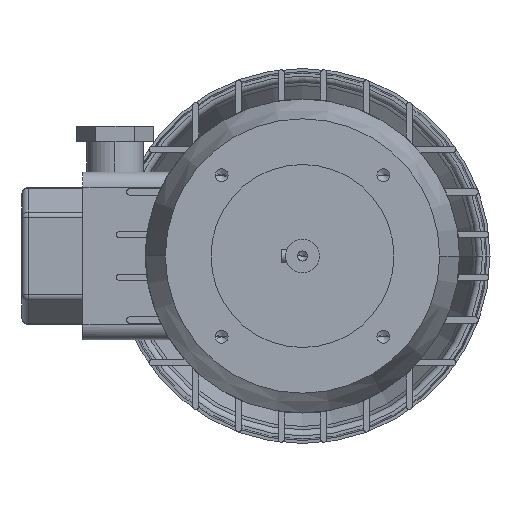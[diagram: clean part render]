
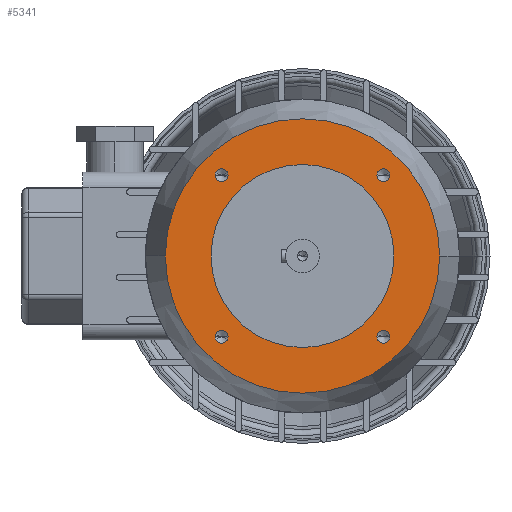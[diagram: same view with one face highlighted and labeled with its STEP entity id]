
A CAD part, left-side view. The second image highlights one B-rep face of the part: STEP entity #5341.
In plain terms, the highlighted face is planar.
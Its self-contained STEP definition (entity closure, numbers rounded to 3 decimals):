
#5149 = EDGE_CURVE ( 'NONE', #5229, #5150, #12478, .T. ) ;
#5150 = VERTEX_POINT ( 'NONE', #12474 ) ;
#5184 = VERTEX_POINT ( 'NONE', #12567 ) ;
#5186 = EDGE_CURVE ( 'NONE', #5184, #5187, #12566, .T. ) ;
#5187 = VERTEX_POINT ( 'NONE', #12561 ) ;
#5188 = VERTEX_POINT ( 'NONE', #12560 ) ;
#5190 = EDGE_CURVE ( 'NONE', #5188, #5191, #12559, .T. ) ;
#5191 = VERTEX_POINT ( 'NONE', #12554 ) ;
#5197 = EDGE_CURVE ( 'NONE', #5198, #5253, #12605, .T. ) ;
#5198 = VERTEX_POINT ( 'NONE', #12595 ) ;
#5199 = EDGE_CURVE ( 'NONE', #5223, #5225, #12594, .T. ) ;
#5223 = VERTEX_POINT ( 'NONE', #12656 ) ;
#5225 = VERTEX_POINT ( 'NONE', #12655 ) ;
#5229 = VERTEX_POINT ( 'NONE', #12650 ) ;
#5238 = VERTEX_POINT ( 'NONE', #12675 ) ;
#5253 = VERTEX_POINT ( 'NONE', #12710 ) ;
#5265 = EDGE_CURVE ( 'NONE', #5266, #5238, #12759, .T. ) ;
#5266 = VERTEX_POINT ( 'NONE', #12748 ) ;
#5313 = ORIENTED_EDGE ( 'NONE', *, *, #5197, .T. ) ;
#5321 = ORIENTED_EDGE ( 'NONE', *, *, #5322, .F. ) ;
#5322 = EDGE_CURVE ( 'NONE', #5150, #5229, #12876, .T. ) ;
#5323 = ORIENTED_EDGE ( 'NONE', *, *, #5149, .F. ) ;
#5324 = EDGE_LOOP ( 'NONE', ( #5325, #5327 ) ) ;
#5325 = ORIENTED_EDGE ( 'NONE', *, *, #5326, .F. ) ;
#5326 = EDGE_CURVE ( 'NONE', #5225, #5223, #12871, .T. ) ;
#5327 = ORIENTED_EDGE ( 'NONE', *, *, #5199, .F. ) ;
#5328 = EDGE_LOOP ( 'NONE', ( #5329, #5331 ) ) ;
#5329 = ORIENTED_EDGE ( 'NONE', *, *, #5330, .F. ) ;
#5330 = EDGE_CURVE ( 'NONE', #5191, #5188, #12866, .T. ) ;
#5331 = ORIENTED_EDGE ( 'NONE', *, *, #5190, .F. ) ;
#5332 = EDGE_LOOP ( 'NONE', ( #5333, #5385 ) ) ;
#5333 = ORIENTED_EDGE ( 'NONE', *, *, #5265, .F. ) ;
#5338 = EDGE_CURVE ( 'NONE', #5238, #5266, #12917, .T. ) ;
#5341 = ADVANCED_FACE ( 'NONE', ( #12909, #12908, #12907, #12906, #12905, #12904 ), #12903, .F. ) ;
#5342 = EDGE_LOOP ( 'NONE', ( #5343, #5345 ) ) ;
#5343 = ORIENTED_EDGE ( 'NONE', *, *, #5344, .F. ) ;
#5344 = EDGE_CURVE ( 'NONE', #5187, #5184, #12897, .T. ) ;
#5345 = ORIENTED_EDGE ( 'NONE', *, *, #5186, .F. ) ;
#5346 = EDGE_LOOP ( 'NONE', ( #5321, #5323 ) ) ;
#5385 = ORIENTED_EDGE ( 'NONE', *, *, #5338, .F. ) ;
#5386 = EDGE_LOOP ( 'NONE', ( #5387, #5313 ) ) ;
#5387 = ORIENTED_EDGE ( 'NONE', *, *, #5388, .T. ) ;
#5388 = EDGE_CURVE ( 'NONE', #5253, #5198, #13035, .T. ) ;
#12474 = CARTESIAN_POINT ( 'NONE',  ( -26.517, 20., 28.617 ) ) ;
#12475 = DIRECTION ( 'NONE',  ( 0., 0., 1. ) ) ;
#12476 = DIRECTION ( 'NONE',  ( 0., 1., 0. ) ) ;
#12477 = AXIS2_PLACEMENT_3D ( 'NONE', #12484, #12476, #12475 ) ;
#12478 = CIRCLE ( 'NONE', #12477, 2.1 ) ;
#12484 = CARTESIAN_POINT ( 'NONE',  ( -26.517, 20., 26.517 ) ) ;
#12554 = CARTESIAN_POINT ( 'NONE',  ( -26.517, 20., -24.417 ) ) ;
#12555 = DIRECTION ( 'NONE',  ( 0., 0., 1. ) ) ;
#12556 = DIRECTION ( 'NONE',  ( 0., 1., 0. ) ) ;
#12557 = CARTESIAN_POINT ( 'NONE',  ( -26.517, 20., -26.517 ) ) ;
#12558 = AXIS2_PLACEMENT_3D ( 'NONE', #12557, #12556, #12555 ) ;
#12559 = CIRCLE ( 'NONE', #12558, 2.1 ) ;
#12560 = CARTESIAN_POINT ( 'NONE',  ( -26.517, 20., -28.617 ) ) ;
#12561 = CARTESIAN_POINT ( 'NONE',  ( 26.517, 20., 28.617 ) ) ;
#12562 = DIRECTION ( 'NONE',  ( 0., 0., 1. ) ) ;
#12563 = DIRECTION ( 'NONE',  ( 0., 1., 0. ) ) ;
#12564 = CARTESIAN_POINT ( 'NONE',  ( 26.517, 20., 26.517 ) ) ;
#12565 = AXIS2_PLACEMENT_3D ( 'NONE', #12564, #12563, #12562 ) ;
#12566 = CIRCLE ( 'NONE', #12565, 2.1 ) ;
#12567 = CARTESIAN_POINT ( 'NONE',  ( 26.517, 20., 24.417 ) ) ;
#12590 = DIRECTION ( 'NONE',  ( 0., 0., 1. ) ) ;
#12591 = DIRECTION ( 'NONE',  ( 0., 1., 0. ) ) ;
#12592 = CARTESIAN_POINT ( 'NONE',  ( 26.517, 20., -26.517 ) ) ;
#12593 = AXIS2_PLACEMENT_3D ( 'NONE', #12592, #12591, #12590 ) ;
#12594 = CIRCLE ( 'NONE', #12593, 2.1 ) ;
#12595 = CARTESIAN_POINT ( 'NONE',  ( 0., 20., 45. ) ) ;
#12596 = DIRECTION ( 'NONE',  ( 0., 0., 1. ) ) ;
#12597 = DIRECTION ( 'NONE',  ( 0., 1., 0. ) ) ;
#12598 = CARTESIAN_POINT ( 'NONE',  ( 0., 20., 0. ) ) ;
#12599 = AXIS2_PLACEMENT_3D ( 'NONE', #12598, #12597, #12596 ) ;
#12605 = CIRCLE ( 'NONE', #12599, 45. ) ;
#12650 = CARTESIAN_POINT ( 'NONE',  ( -26.517, 20., 24.417 ) ) ;
#12655 = CARTESIAN_POINT ( 'NONE',  ( 26.517, 20., -24.417 ) ) ;
#12656 = CARTESIAN_POINT ( 'NONE',  ( 26.517, 20., -28.617 ) ) ;
#12675 = CARTESIAN_POINT ( 'NONE',  ( 0., 20., -30. ) ) ;
#12710 = CARTESIAN_POINT ( 'NONE',  ( 0., 20., -45. ) ) ;
#12748 = CARTESIAN_POINT ( 'NONE',  ( 0., 20., 30. ) ) ;
#12749 = DIRECTION ( 'NONE',  ( 0., 0., 1. ) ) ;
#12750 = DIRECTION ( 'NONE',  ( 0., 1., 0. ) ) ;
#12751 = CARTESIAN_POINT ( 'NONE',  ( 0., 20., 0. ) ) ;
#12752 = AXIS2_PLACEMENT_3D ( 'NONE', #12751, #12750, #12749 ) ;
#12759 = CIRCLE ( 'NONE', #12752, 30. ) ;
#12865 = CARTESIAN_POINT ( 'NONE',  ( -26.517, 20., -26.517 ) ) ;
#12866 = CIRCLE ( 'NONE', #12928, 2.1 ) ;
#12867 = DIRECTION ( 'NONE',  ( 0., 0., 1. ) ) ;
#12868 = DIRECTION ( 'NONE',  ( 0., 1., 0. ) ) ;
#12869 = CARTESIAN_POINT ( 'NONE',  ( 26.517, 20., -26.517 ) ) ;
#12870 = AXIS2_PLACEMENT_3D ( 'NONE', #12869, #12868, #12867 ) ;
#12871 = CIRCLE ( 'NONE', #12870, 2.1 ) ;
#12872 = DIRECTION ( 'NONE',  ( 0., 0., 1. ) ) ;
#12873 = DIRECTION ( 'NONE',  ( 0., 1., 0. ) ) ;
#12874 = CARTESIAN_POINT ( 'NONE',  ( -26.517, 20., 26.517 ) ) ;
#12875 = AXIS2_PLACEMENT_3D ( 'NONE', #12874, #12873, #12872 ) ;
#12876 = CIRCLE ( 'NONE', #12875, 2.1 ) ;
#12894 = DIRECTION ( 'NONE',  ( 0., 0., 1. ) ) ;
#12895 = DIRECTION ( 'NONE',  ( 0., 1., 0. ) ) ;
#12896 = AXIS2_PLACEMENT_3D ( 'NONE', #12901, #12895, #12894 ) ;
#12897 = CIRCLE ( 'NONE', #12896, 2.1 ) ;
#12898 = DIRECTION ( 'NONE',  ( 0., 0., -1. ) ) ;
#12899 = DIRECTION ( 'NONE',  ( 0., -1., 0. ) ) ;
#12900 = CARTESIAN_POINT ( 'NONE',  ( 0., 20., -30. ) ) ;
#12901 = CARTESIAN_POINT ( 'NONE',  ( 26.517, 20., 26.517 ) ) ;
#12902 = AXIS2_PLACEMENT_3D ( 'NONE', #12900, #12899, #12898 ) ;
#12903 = PLANE ( 'NONE',  #12902 ) ;
#12904 = FACE_OUTER_BOUND ( 'NONE', #5386, .T. ) ;
#12905 = FACE_BOUND ( 'NONE', #5332, .T. ) ;
#12906 = FACE_BOUND ( 'NONE', #5328, .T. ) ;
#12907 = FACE_BOUND ( 'NONE', #5324, .T. ) ;
#12908 = FACE_BOUND ( 'NONE', #5346, .T. ) ;
#12909 = FACE_BOUND ( 'NONE', #5342, .T. ) ;
#12910 = DIRECTION ( 'NONE',  ( 0., 0., 1. ) ) ;
#12911 = DIRECTION ( 'NONE',  ( 0., 1., 0. ) ) ;
#12912 = CARTESIAN_POINT ( 'NONE',  ( 0., 20., 0. ) ) ;
#12913 = AXIS2_PLACEMENT_3D ( 'NONE', #12912, #12911, #12910 ) ;
#12917 = CIRCLE ( 'NONE', #12913, 30. ) ;
#12926 = DIRECTION ( 'NONE',  ( 0., 0., 1. ) ) ;
#12927 = DIRECTION ( 'NONE',  ( 0., 1., 0. ) ) ;
#12928 = AXIS2_PLACEMENT_3D ( 'NONE', #12865, #12927, #12926 ) ;
#13031 = DIRECTION ( 'NONE',  ( 0., 0., 1. ) ) ;
#13032 = DIRECTION ( 'NONE',  ( 0., 1., 0. ) ) ;
#13033 = CARTESIAN_POINT ( 'NONE',  ( 0., 20., 0. ) ) ;
#13034 = AXIS2_PLACEMENT_3D ( 'NONE', #13033, #13032, #13031 ) ;
#13035 = CIRCLE ( 'NONE', #13034, 45. ) ;
